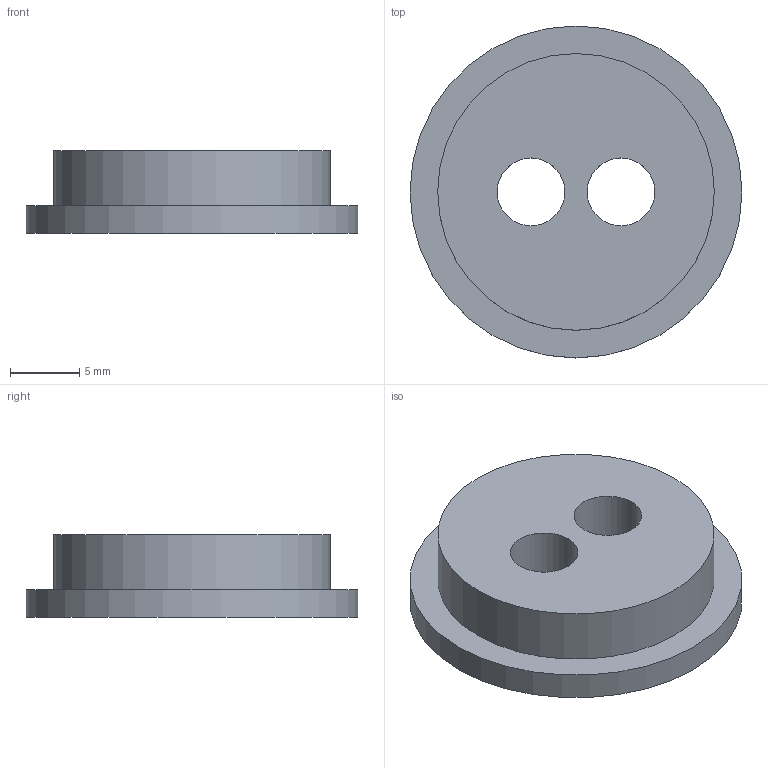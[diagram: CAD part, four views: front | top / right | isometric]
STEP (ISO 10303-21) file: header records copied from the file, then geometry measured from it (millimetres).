
FILE_DESCRIPTION(/* description */ (''),/* implementation_level */ '2;1');
FILE_NAME(/* name */ 'McBee_IR_Cap v1.step',/* time_stamp */ '2022-06-03T13:44:32-07:00',/* author */ (''),/* organization */ (''),/* preprocessor_version */ 'ST-DEVELOPER v19',/* originating_system */ 'Autodesk Translation Framework v11.7.0.108',/* authorisation */ '');
FILE_SCHEMA (('AUTOMOTIVE_DESIGN { 1 0 10303 214 3 1 1 }'));
Length unit declared in the file: millimetre
Products named in the file (1): McBee_IR_Cap
Bounding box: 24 x 24 x 6 mm (x, y, z)
Volume: 1935.1 mm3; surface area: 1416.2 mm2
Topology: 1 solids, 1 shells, 7 faces, 12 edges, 8 vertices
Faces by surface type: cylinder 4, plane 3
Full cylindrical faces by diameter (mm): 4.9 x2, 20 x1, 24 x1
Entity records: 215 total; most frequent: DIRECTION 36, CARTESIAN_POINT 28, ORIENTED_EDGE 24, AXIS2_PLACEMENT_3D 16, EDGE_LOOP 12, EDGE_CURVE 12, CIRCLE 8, VERTEX_POINT 8
